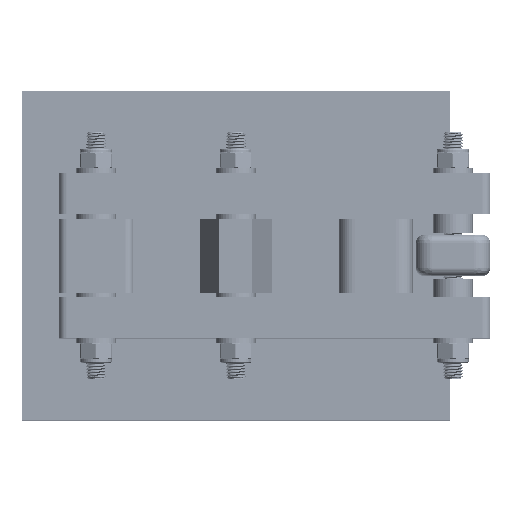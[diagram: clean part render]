
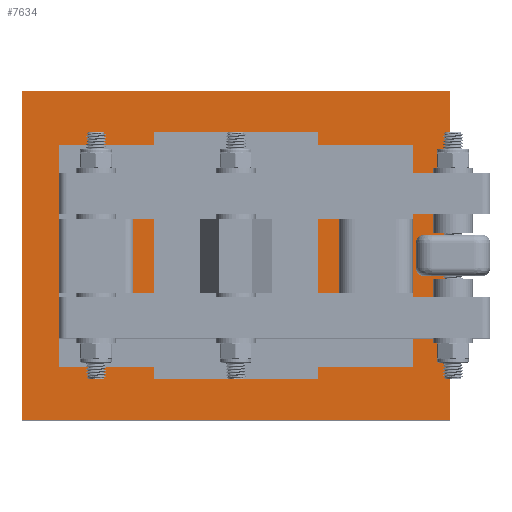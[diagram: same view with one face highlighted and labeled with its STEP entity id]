
A CAD part, top view. The second image highlights one B-rep face of the part: STEP entity #7634.
In plain terms, the highlighted planar face has unit normal (0, 0, 1).
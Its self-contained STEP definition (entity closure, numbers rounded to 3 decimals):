
#462=PLANE('',#8306);
#609=FACE_OUTER_BOUND('',#1037,.T.);
#1037=EDGE_LOOP('',(#5212,#5213,#5214,#5215));
#1522=LINE('',#10938,#2012);
#1526=LINE('',#10946,#2016);
#1529=LINE('',#10952,#2019);
#1532=LINE('',#10957,#2022);
#2012=VECTOR('',#9083,10.);
#2016=VECTOR('',#9089,10.);
#2019=VECTOR('',#9094,10.);
#2022=VECTOR('',#9099,10.);
#3112=VERTEX_POINT('',#10936);
#3113=VERTEX_POINT('',#10937);
#3116=VERTEX_POINT('',#10945);
#3118=VERTEX_POINT('',#10951);
#3938=EDGE_CURVE('',#3112,#3113,#1522,.T.);
#3942=EDGE_CURVE('',#3113,#3116,#1526,.T.);
#3945=EDGE_CURVE('',#3116,#3118,#1529,.T.);
#3948=EDGE_CURVE('',#3118,#3112,#1532,.T.);
#5212=ORIENTED_EDGE('',*,*,#3948,.T.);
#5213=ORIENTED_EDGE('',*,*,#3938,.T.);
#5214=ORIENTED_EDGE('',*,*,#3942,.T.);
#5215=ORIENTED_EDGE('',*,*,#3945,.T.);
#7634=ADVANCED_FACE('',(#609),#462,.F.);
#8306=AXIS2_PLACEMENT_3D('',#10960,#9103,#9104);
#9083=DIRECTION('',(0.,-1.,0.));
#9089=DIRECTION('',(1.,0.,0.));
#9094=DIRECTION('',(0.,1.,0.));
#9099=DIRECTION('',(-1.,0.,0.));
#9103=DIRECTION('center_axis',(0.,0.,-1.));
#9104=DIRECTION('ref_axis',(1.,0.,0.));
#10936=CARTESIAN_POINT('',(-22.5,122.5,0.));
#10937=CARTESIAN_POINT('',(-22.5,-77.5,0.));
#10938=CARTESIAN_POINT('',(-22.5,122.5,0.));
#10945=CARTESIAN_POINT('',(237.5,-77.5,0.));
#10946=CARTESIAN_POINT('',(-22.5,-77.5,0.));
#10951=CARTESIAN_POINT('',(237.5,122.5,0.));
#10952=CARTESIAN_POINT('',(237.5,-77.5,0.));
#10957=CARTESIAN_POINT('',(237.5,122.5,0.));
#10960=CARTESIAN_POINT('Origin',(107.5,22.5,0.));
